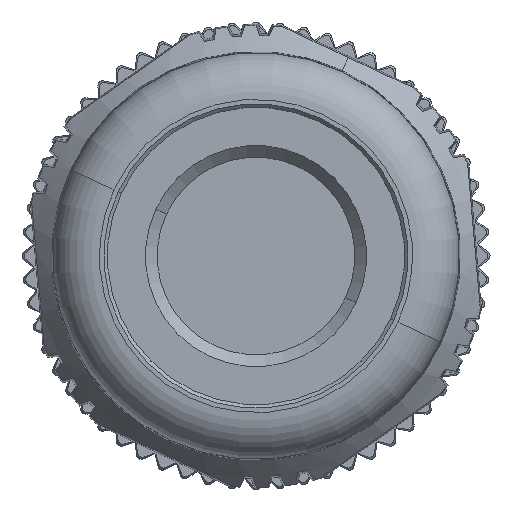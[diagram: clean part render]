
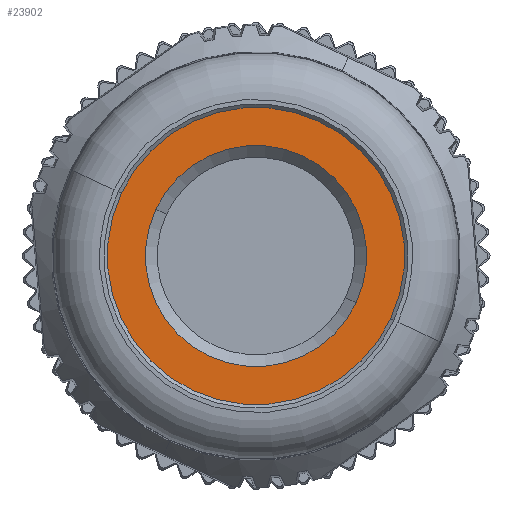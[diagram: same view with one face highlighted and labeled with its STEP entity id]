
A CAD part, front view. The second image highlights one B-rep face of the part: STEP entity #23902.
In plain terms, the highlighted planar face has unit normal (0, -1, 0).
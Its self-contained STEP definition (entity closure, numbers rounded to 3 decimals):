
#95=CARTESIAN_POINT('',(0.,-50.144,
0.));
#96=DIRECTION('',(0.,1.,0.));
#97=DIRECTION('',(0.906,0.,-0.423));
#98=AXIS2_PLACEMENT_3D('',#95,#96,#97);
#100=CARTESIAN_POINT('',(0.,-50.144,
0.));
#101=DIRECTION('',(0.,1.,0.));
#102=DIRECTION('',(-0.906,0.,0.423));
#103=AXIS2_PLACEMENT_3D('',#100,#101,#102);
#105=CARTESIAN_POINT('',(0.,-50.144,0.));
#106=DIRECTION('',(0.,-1.,0.));
#107=DIRECTION('',(-0.906,0.,0.423));
#108=AXIS2_PLACEMENT_3D('',#105,#106,#107);
#110=CARTESIAN_POINT('',(0.,-50.144,0.));
#111=DIRECTION('',(0.,-1.,0.));
#112=DIRECTION('',(0.906,0.,-0.423));
#113=AXIS2_PLACEMENT_3D('',#110,#111,#112);
#20406=CARTESIAN_POINT('',(4.282,-50.144,
-1.997));
#20407=VERTEX_POINT('',#20406);
#20408=CARTESIAN_POINT('',(-4.282,-50.144,
1.997));
#20409=VERTEX_POINT('',#20408);
#20410=CARTESIAN_POINT('',(5.755,-50.144,
-2.684));
#20411=CARTESIAN_POINT('',(-5.755,-50.144,
2.684));
#20412=VERTEX_POINT('',#20410);
#20413=VERTEX_POINT('',#20411);
#23887=CARTESIAN_POINT('',(0.,-50.144,0.));
#23888=DIRECTION('',(0.,-1.,0.));
#23889=DIRECTION('',(0.906,0.,-0.423));
#23890=AXIS2_PLACEMENT_3D('',#23887,#23888,#23889);
#23891=PLANE('',#23890);
#23893=ORIENTED_EDGE('',*,*,#23892,.T.);
#23895=ORIENTED_EDGE('',*,*,#23894,.T.);
#23896=EDGE_LOOP('',(#23893,#23895));
#23897=FACE_OUTER_BOUND('',#23896,.F.);
#23898=ORIENTED_EDGE('',*,*,#23854,.T.);
#23899=ORIENTED_EDGE('',*,*,#23869,.T.);
#23900=EDGE_LOOP('',(#23898,#23899));
#23901=FACE_BOUND('',#23900,.F.);
#23902=ADVANCED_FACE('',(#23897,#23901),#23891,.T.);
#99=CIRCLE('',#98,6.35);
#104=CIRCLE('',#103,6.35);
#109=CIRCLE('',#108,4.725);
#114=CIRCLE('',#113,4.725);
#23854=EDGE_CURVE('',#20409,#20407,#109,.T.);
#23869=EDGE_CURVE('',#20407,#20409,#114,.T.);
#23892=EDGE_CURVE('',#20412,#20413,#99,.T.);
#23894=EDGE_CURVE('',#20413,#20412,#104,.T.);
